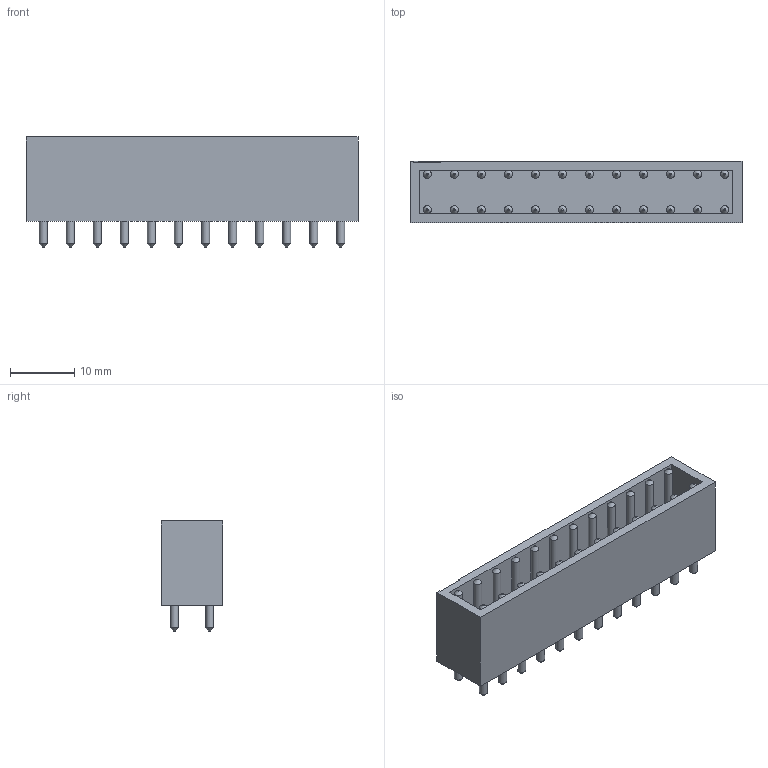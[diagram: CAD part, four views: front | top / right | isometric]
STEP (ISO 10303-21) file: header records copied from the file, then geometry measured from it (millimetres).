
FILE_DESCRIPTION(('FreeCAD Model'),'2;1');
FILE_NAME('249950.2.1.stp','2020-09-14T06:19:49',( 'Author'),(''),'Open CASCADE STEP processor 6.9','FreeCAD','Unknown' );
FILE_SCHEMA(('AUTOMOTIVE_DESIGN { 1 0 10303 214 1 1 1 1 }'));
Length unit declared in the file: millimetre
Products named in the file (3): ASSEMBLY; Body; LeadsArray
Assembly tree (2 placements, depth 2):
  ASSEMBLY
    Body
    LeadsArray
Bounding box: 51.6 x 9.6 x 17.1 mm (x, y, z)
Volume: 4186 mm3; surface area: 5139.1 mm2
Topology: 25 solids, 25 shells, 134 faces, 201 edges, 118 vertices
Faces by surface type: plane 62, cone 48, cylinder 24
Full cylindrical faces by diameter (mm): 1.25 x24
Entity records: 5661 total; most frequent: CARTESIAN_POINT 954, DIRECTION 877, ORIENTED_EDGE 402, PCURVE 402, DEFINITIONAL_REPRESENTATION 402, LINE 363, VECTOR 363, AXIS2_PLACEMENT_3D 233
